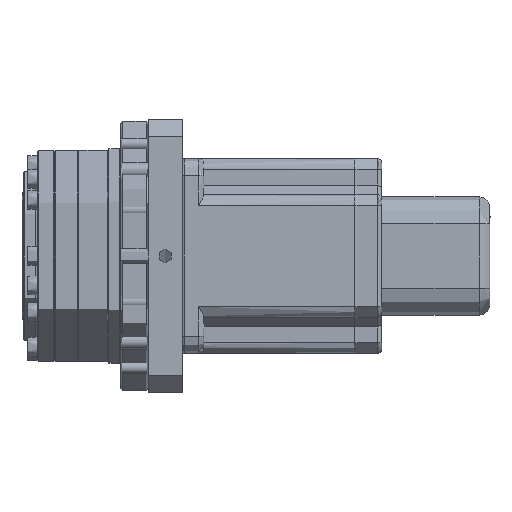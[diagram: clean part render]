
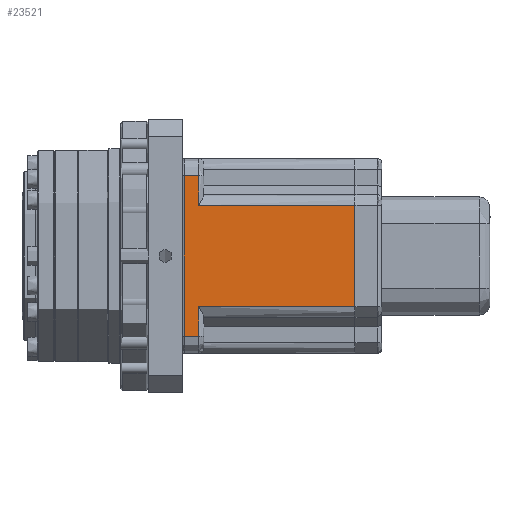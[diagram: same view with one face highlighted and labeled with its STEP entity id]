
A CAD part, left-side view. The second image highlights one B-rep face of the part: STEP entity #23521.
In plain terms, the highlighted face is planar.
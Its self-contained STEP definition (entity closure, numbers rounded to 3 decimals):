
#422 = DIRECTION ( 'NONE',  ( 0., 0., 1. ) ) ;
#593 = ORIENTED_EDGE ( 'NONE', *, *, #36892, .F. ) ;
#1875 = DIRECTION ( 'NONE',  ( 1., 0., 0. ) ) ;
#3152 = VERTEX_POINT ( 'NONE', #37354 ) ;
#4882 = EDGE_CURVE ( 'NONE', #52213, #26603, #48604, .T. ) ;
#6003 = EDGE_CURVE ( 'NONE', #46110, #54124, #51720, .T. ) ;
#7977 = ORIENTED_EDGE ( 'NONE', *, *, #48964, .F. ) ;
#7998 = ORIENTED_EDGE ( 'NONE', *, *, #8410, .F. ) ;
#8410 = EDGE_CURVE ( 'NONE', #54124, #8915, #49370, .T. ) ;
#8915 = VERTEX_POINT ( 'NONE', #44105 ) ;
#10215 = CARTESIAN_POINT ( 'NONE',  ( -21.598, -28.53, 20.209 ) ) ;
#10942 = EDGE_CURVE ( 'NONE', #8915, #26474, #55768, .T. ) ;
#11203 = EDGE_CURVE ( 'NONE', #26474, #52213, #60745, .T. ) ;
#11734 = CARTESIAN_POINT ( 'NONE',  ( 16.856, -28.53, -0.635 ) ) ;
#13177 = CARTESIAN_POINT ( 'NONE',  ( -6.715, -28.53, -25.684 ) ) ;
#13551 = DIRECTION ( 'NONE',  ( 0., 0., -1. ) ) ;
#14066 = DIRECTION ( 'NONE',  ( 0., -1., 0. ) ) ;
#16228 = VERTEX_POINT ( 'NONE', #70786 ) ;
#17267 = VECTOR ( 'NONE', #13551, 1000. ) ;
#19163 = CARTESIAN_POINT ( 'NONE',  ( -6.715, -28.53, 20.209 ) ) ;
#21424 = ORIENTED_EDGE ( 'NONE', *, *, #10942, .F. ) ;
#21480 = AXIS2_PLACEMENT_3D ( 'NONE', #36655, #14066, #49517 ) ;
#22455 = VECTOR ( 'NONE', #37104, 1000. ) ;
#23521 = ADVANCED_FACE ( 'NONE', ( #77001 ), #67455, .F. ) ;
#23624 = VECTOR ( 'NONE', #24636, 1000. ) ;
#24260 = LINE ( 'NONE', #42560, #23624 ) ;
#24478 = CARTESIAN_POINT ( 'NONE',  ( -21.598, -28.53, -0.635 ) ) ;
#24636 = DIRECTION ( 'NONE',  ( 0., 0., 1. ) ) ;
#26474 = VERTEX_POINT ( 'NONE', #10215 ) ;
#26603 = VERTEX_POINT ( 'NONE', #38517 ) ;
#27983 = VECTOR ( 'NONE', #56804, 1000. ) ;
#32752 = ORIENTED_EDGE ( 'NONE', *, *, #4882, .F. ) ;
#36655 = CARTESIAN_POINT ( 'NONE',  ( -30.287, -28.53, -25.684 ) ) ;
#36892 = EDGE_CURVE ( 'NONE', #26603, #3152, #24260, .T. ) ;
#37104 = DIRECTION ( 'NONE',  ( 1., 0., 0. ) ) ;
#37354 = CARTESIAN_POINT ( 'NONE',  ( 8.167, -28.53, 20.209 ) ) ;
#38517 = CARTESIAN_POINT ( 'NONE',  ( 8.167, -28.53, -25.684 ) ) ;
#42409 = DIRECTION ( 'NONE',  ( 0., 0., -1. ) ) ;
#42560 = CARTESIAN_POINT ( 'NONE',  ( 8.167, -28.53, -0.635 ) ) ;
#44105 = CARTESIAN_POINT ( 'NONE',  ( -30.287, -28.53, 20.209 ) ) ;
#45006 = VECTOR ( 'NONE', #42409, 1000. ) ;
#45234 = DIRECTION ( 'NONE',  ( 1., 0., 0. ) ) ;
#46110 = VERTEX_POINT ( 'NONE', #55698 ) ;
#47486 = VECTOR ( 'NONE', #45234, 1000. ) ;
#48599 = CARTESIAN_POINT ( 'NONE',  ( -30.287, -28.53, 22.312 ) ) ;
#48604 = LINE ( 'NONE', #13177, #64020 ) ;
#48964 = EDGE_CURVE ( 'NONE', #3152, #16228, #72645, .T. ) ;
#49370 = LINE ( 'NONE', #48599, #17267 ) ;
#49517 = DIRECTION ( 'NONE',  ( 1., 0., 0. ) ) ;
#51720 = LINE ( 'NONE', #75538, #27983 ) ;
#52213 = VERTEX_POINT ( 'NONE', #57171 ) ;
#53832 = ORIENTED_EDGE ( 'NONE', *, *, #11203, .F. ) ;
#54124 = VERTEX_POINT ( 'NONE', #55203 ) ;
#55203 = CARTESIAN_POINT ( 'NONE',  ( -30.287, -28.53, 24.414 ) ) ;
#55698 = CARTESIAN_POINT ( 'NONE',  ( 16.856, -28.53, 24.414 ) ) ;
#55768 = LINE ( 'NONE', #73745, #47486 ) ;
#56350 = EDGE_CURVE ( 'NONE', #16228, #46110, #65480, .T. ) ;
#56804 = DIRECTION ( 'NONE',  ( -1., 0., 0. ) ) ;
#57171 = CARTESIAN_POINT ( 'NONE',  ( -21.598, -28.53, -25.684 ) ) ;
#58138 = ORIENTED_EDGE ( 'NONE', *, *, #56350, .F. ) ;
#60745 = LINE ( 'NONE', #24478, #45006 ) ;
#64020 = VECTOR ( 'NONE', #1875, 1000. ) ;
#65480 = LINE ( 'NONE', #11734, #67848 ) ;
#67455 = PLANE ( 'NONE',  #21480 ) ;
#67848 = VECTOR ( 'NONE', #422, 1000. ) ;
#70786 = CARTESIAN_POINT ( 'NONE',  ( 16.856, -28.53, 20.209 ) ) ;
#70971 = ORIENTED_EDGE ( 'NONE', *, *, #6003, .F. ) ;
#71154 = EDGE_LOOP ( 'NONE', ( #593, #32752, #53832, #21424, #7998, #70971, #58138, #7977 ) ) ;
#72645 = LINE ( 'NONE', #19163, #22455 ) ;
#73745 = CARTESIAN_POINT ( 'NONE',  ( -6.715, -28.53, 20.209 ) ) ;
#75538 = CARTESIAN_POINT ( 'NONE',  ( -6.715, -28.53, 24.414 ) ) ;
#77001 = FACE_OUTER_BOUND ( 'NONE', #71154, .T. ) ;
